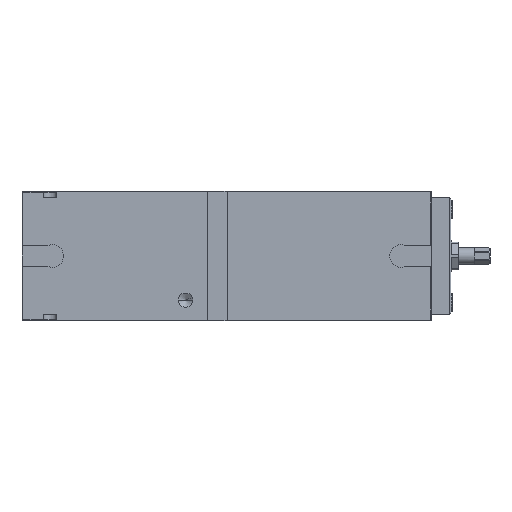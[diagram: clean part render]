
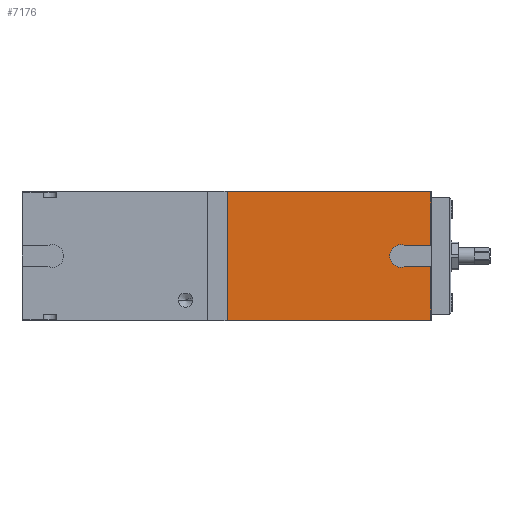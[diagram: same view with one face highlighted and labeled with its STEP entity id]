
A CAD part, front view. The second image highlights one B-rep face of the part: STEP entity #7176.
In plain terms, the highlighted planar face has unit normal (0, -1, 0).
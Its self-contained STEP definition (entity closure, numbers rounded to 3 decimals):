
#94 = DIRECTION ( 'NONE',  ( -1., 0., 0. ) ) ;
#170 = CARTESIAN_POINT ( 'NONE',  ( 401.4, 3.5, 63. ) ) ;
#230 = VERTEX_POINT ( 'NONE', #23469 ) ;
#237 = VERTEX_POINT ( 'NONE', #19063 ) ;
#365 = DIRECTION ( 'NONE',  ( 0., 0., -1. ) ) ;
#685 = CARTESIAN_POINT ( 'NONE',  ( 372.476, 3.5, 0. ) ) ;
#961 = CARTESIAN_POINT ( 'NONE',  ( 401.4, 3.5, -10. ) ) ;
#1335 = EDGE_LOOP ( 'NONE', ( #15904, #9257, #19725, #19485, #13150, #8732, #26363, #4288, #6370, #9590 ) ) ;
#1933 = VERTEX_POINT ( 'NONE', #22224 ) ;
#2455 = VERTEX_POINT ( 'NONE', #28920 ) ;
#3470 = EDGE_CURVE ( 'NONE', #2455, #25577, #10919, .T. ) ;
#4017 = DIRECTION ( 'NONE',  ( 0., 0., -1. ) ) ;
#4288 = ORIENTED_EDGE ( 'NONE', *, *, #27945, .F. ) ;
#4633 = LINE ( 'NONE', #15016, #24235 ) ;
#5854 = CARTESIAN_POINT ( 'NONE',  ( 372.476, 3.5, -10.976 ) ) ;
#6107 = DIRECTION ( 'NONE',  ( 0., -1., 0. ) ) ;
#6370 = ORIENTED_EDGE ( 'NONE', *, *, #23636, .F. ) ;
#6733 = CIRCLE ( 'NONE', #26120, 10.976 ) ;
#7084 = AXIS2_PLACEMENT_3D ( 'NONE', #685, #16284, #11608 ) ;
#7176 = ADVANCED_FACE ( 'NONE', ( #22381 ), #24807, .F. ) ;
#7460 = AXIS2_PLACEMENT_3D ( 'NONE', #17969, #26906, #26807 ) ;
#7688 = VERTEX_POINT ( 'NONE', #961 ) ;
#7852 = CARTESIAN_POINT ( 'NONE',  ( 401.4, 3.5, -62.4 ) ) ;
#8188 = LINE ( 'NONE', #16171, #28494 ) ;
#8713 = DIRECTION ( 'NONE',  ( 0., 1., 0. ) ) ;
#8732 = ORIENTED_EDGE ( 'NONE', *, *, #27608, .F. ) ;
#9257 = ORIENTED_EDGE ( 'NONE', *, *, #3470, .T. ) ;
#9590 = ORIENTED_EDGE ( 'NONE', *, *, #22577, .F. ) ;
#9847 = VECTOR ( 'NONE', #365, 1000. ) ;
#10494 = EDGE_CURVE ( 'NONE', #230, #7688, #8188, .T. ) ;
#10654 = VECTOR ( 'NONE', #94, 1000. ) ;
#10919 = LINE ( 'NONE', #22953, #9847 ) ;
#11608 = DIRECTION ( 'NONE',  ( 0., 0., -1. ) ) ;
#12920 = CARTESIAN_POINT ( 'NONE',  ( 401.4, 3.5, 63. ) ) ;
#13150 = ORIENTED_EDGE ( 'NONE', *, *, #10494, .F. ) ;
#13444 = EDGE_CURVE ( 'NONE', #2455, #26846, #16514, .T. ) ;
#14365 = VECTOR ( 'NONE', #27400, 1000. ) ;
#14546 = VERTEX_POINT ( 'NONE', #5854 ) ;
#15016 = CARTESIAN_POINT ( 'NONE',  ( 450., 3.5, -62.4 ) ) ;
#15543 = CARTESIAN_POINT ( 'NONE',  ( 401.4, 3.5, 62.4 ) ) ;
#15904 = ORIENTED_EDGE ( 'NONE', *, *, #13444, .F. ) ;
#16102 = VERTEX_POINT ( 'NONE', #28864 ) ;
#16171 = CARTESIAN_POINT ( 'NONE',  ( 402., 3.5, -10. ) ) ;
#16284 = DIRECTION ( 'NONE',  ( 0., -1., 0. ) ) ;
#16514 = LINE ( 'NONE', #26012, #21152 ) ;
#16712 = EDGE_CURVE ( 'NONE', #7688, #25133, #17572, .T. ) ;
#17215 = CARTESIAN_POINT ( 'NONE',  ( 372.476, 3.5, 0. ) ) ;
#17572 = LINE ( 'NONE', #170, #14365 ) ;
#17969 = CARTESIAN_POINT ( 'NONE',  ( 372.476, 3.5, 0. ) ) ;
#18787 = CARTESIAN_POINT ( 'NONE',  ( 204., 3.5, -62.4 ) ) ;
#19063 = CARTESIAN_POINT ( 'NONE',  ( 372.476, 3.5, 10.976 ) ) ;
#19485 = ORIENTED_EDGE ( 'NONE', *, *, #16712, .F. ) ;
#19590 = DIRECTION ( 'NONE',  ( 1., 0., 0. ) ) ;
#19632 = DIRECTION ( 'NONE',  ( 1., 0., 0. ) ) ;
#19725 = ORIENTED_EDGE ( 'NONE', *, *, #21767, .T. ) ;
#19884 = CARTESIAN_POINT ( 'NONE',  ( 450., 3.5, 63. ) ) ;
#21152 = VECTOR ( 'NONE', #19632, 1000. ) ;
#21574 = VECTOR ( 'NONE', #22211, 1000. ) ;
#21696 = AXIS2_PLACEMENT_3D ( 'NONE', #19884, #8713, #24703 ) ;
#21709 = EDGE_CURVE ( 'NONE', #237, #14546, #6733, .T. ) ;
#21767 = EDGE_CURVE ( 'NONE', #25577, #25133, #4633, .T. ) ;
#22211 = DIRECTION ( 'NONE',  ( 0., 0., -1. ) ) ;
#22224 = CARTESIAN_POINT ( 'NONE',  ( 377., 3.5, 10. ) ) ;
#22381 = FACE_OUTER_BOUND ( 'NONE', #1335, .T. ) ;
#22577 = EDGE_CURVE ( 'NONE', #26846, #16102, #26548, .T. ) ;
#22953 = CARTESIAN_POINT ( 'NONE',  ( 204., 3.5, -100. ) ) ;
#23469 = CARTESIAN_POINT ( 'NONE',  ( 377., 3.5, -10. ) ) ;
#23513 = LINE ( 'NONE', #27309, #10654 ) ;
#23636 = EDGE_CURVE ( 'NONE', #16102, #1933, #23513, .T. ) ;
#24235 = VECTOR ( 'NONE', #24417, 1000. ) ;
#24417 = DIRECTION ( 'NONE',  ( 1., 0., 0. ) ) ;
#24703 = DIRECTION ( 'NONE',  ( 0., 0., 1. ) ) ;
#24807 = PLANE ( 'NONE',  #21696 ) ;
#25133 = VERTEX_POINT ( 'NONE', #7852 ) ;
#25577 = VERTEX_POINT ( 'NONE', #18787 ) ;
#26012 = CARTESIAN_POINT ( 'NONE',  ( 450., 3.5, 62.4 ) ) ;
#26120 = AXIS2_PLACEMENT_3D ( 'NONE', #17215, #6107, #4017 ) ;
#26167 = CIRCLE ( 'NONE', #7084, 10.976 ) ;
#26363 = ORIENTED_EDGE ( 'NONE', *, *, #21709, .F. ) ;
#26548 = LINE ( 'NONE', #12920, #21574 ) ;
#26807 = DIRECTION ( 'NONE',  ( 0., 0., -1. ) ) ;
#26846 = VERTEX_POINT ( 'NONE', #15543 ) ;
#26906 = DIRECTION ( 'NONE',  ( 0., -1., 0. ) ) ;
#27309 = CARTESIAN_POINT ( 'NONE',  ( 402., 3.5, 10. ) ) ;
#27400 = DIRECTION ( 'NONE',  ( 0., 0., -1. ) ) ;
#27608 = EDGE_CURVE ( 'NONE', #14546, #230, #26167, .T. ) ;
#27945 = EDGE_CURVE ( 'NONE', #1933, #237, #28197, .T. ) ;
#28197 = CIRCLE ( 'NONE', #7460, 10.976 ) ;
#28494 = VECTOR ( 'NONE', #19590, 1000. ) ;
#28864 = CARTESIAN_POINT ( 'NONE',  ( 401.4, 3.5, 10. ) ) ;
#28920 = CARTESIAN_POINT ( 'NONE',  ( 204., 3.5, 62.4 ) ) ;
